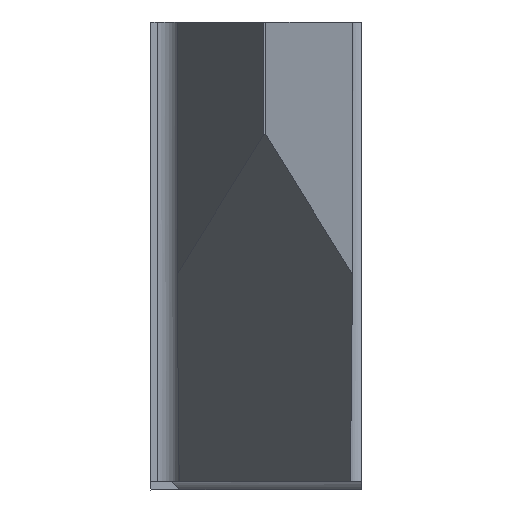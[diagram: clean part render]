
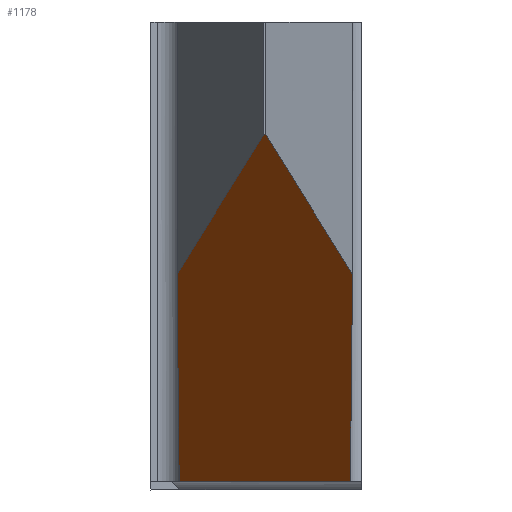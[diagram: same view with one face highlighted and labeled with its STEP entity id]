
A CAD part, front view. The second image highlights one B-rep face of the part: STEP entity #1178.
In plain terms, the highlighted planar face has unit normal (0, -0.643, -0.766).
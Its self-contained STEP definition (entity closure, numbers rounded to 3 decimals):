
#531=CARTESIAN_POINT('',(0.487,7.062,-7.85));
#532=VERTEX_POINT('',#531);
#545=CARTESIAN_POINT('',(3.413,7.062,-7.85));
#546=DIRECTION('',(-1.,0.,0.));
#547=VECTOR('',#546,2.926);
#548=LINE('',#545,#547);
#549=CARTESIAN_POINT('',(3.413,7.062,-7.85));
#550=VERTEX_POINT('',#549);
#551=EDGE_CURVE('',#550,#532,#548,.T.);
#824=CARTESIAN_POINT('',(3.413,7.062,-7.85));
#825=DIRECTION('',(0.007,-0.766,0.643));
#826=VECTOR('',#825,5.501);
#827=LINE('',#824,#826);
#828=CARTESIAN_POINT('',(3.45,2.848,-4.314));
#829=VERTEX_POINT('',#828);
#830=EDGE_CURVE('',#550,#829,#827,.T.);
#908=CARTESIAN_POINT('',(1.968,0.,-1.924));
#909=VERTEX_POINT('',#908);
#945=CARTESIAN_POINT('',(3.45,2.848,-4.314));
#946=DIRECTION('',(-0.37,-0.712,0.597));
#947=VECTOR('',#946,4.002);
#948=LINE('',#945,#947);
#949=EDGE_CURVE('',#829,#909,#948,.T.);
#1004=CARTESIAN_POINT('',(1.933,0.,-1.924));
#1005=VERTEX_POINT('',#1004);
#1016=CARTESIAN_POINT('',(1.933,0.,-1.924));
#1017=DIRECTION('',(1.,0.,0.));
#1018=VECTOR('',#1017,0.035);
#1019=LINE('',#1016,#1018);
#1020=EDGE_CURVE('',#1005,#909,#1019,.T.);
#1052=CARTESIAN_POINT('',(0.45,2.848,-4.314));
#1053=VERTEX_POINT('',#1052);
#1087=CARTESIAN_POINT('',(1.933,0.,-1.924));
#1088=DIRECTION('',(-0.37,0.712,-0.597));
#1089=VECTOR('',#1088,4.002);
#1090=LINE('',#1087,#1089);
#1091=EDGE_CURVE('',#1005,#1053,#1090,.T.);
#1112=CARTESIAN_POINT('',(2.425,3.217,-4.624));
#1113=DIRECTION('',(0.,0.643,0.766));
#1114=DIRECTION('',(0.,-0.492,0.413));
#1115=AXIS2_PLACEMENT_3D('',#1112,#1113,#1114);
#1116=PLANE('',#1115);
#1117=ORIENTED_EDGE('Edge 536',*,*,#551,.F.);
#1126=CARTESIAN_POINT('',(0.45,2.848,-4.314));
#1127=DIRECTION('',(0.007,0.766,-0.643));
#1128=VECTOR('',#1127,5.501);
#1129=LINE('',#1126,#1128);
#1130=EDGE_CURVE('',#1053,#532,#1129,.T.);
#1131=ORIENTED_EDGE('Edge 1210',*,*,#1130,.T.);
#1140=ORIENTED_EDGE('Edge 194',*,*,#1091,.T.);
#1149=ORIENTED_EDGE('Edge 199',*,*,#1020,.F.);
#1158=ORIENTED_EDGE('Edge 204',*,*,#949,.T.);
#1167=ORIENTED_EDGE('Edge 1292',*,*,#830,.T.);
#1176=EDGE_LOOP('',(#1167,#1158,#1149,#1140,#1131,#1117));
#1177=FACE_OUTER_BOUND('Loop 210',#1176,.T.);
#1178=ADVANCED_FACE('Face 211',(#1177),#1116,.F.);
